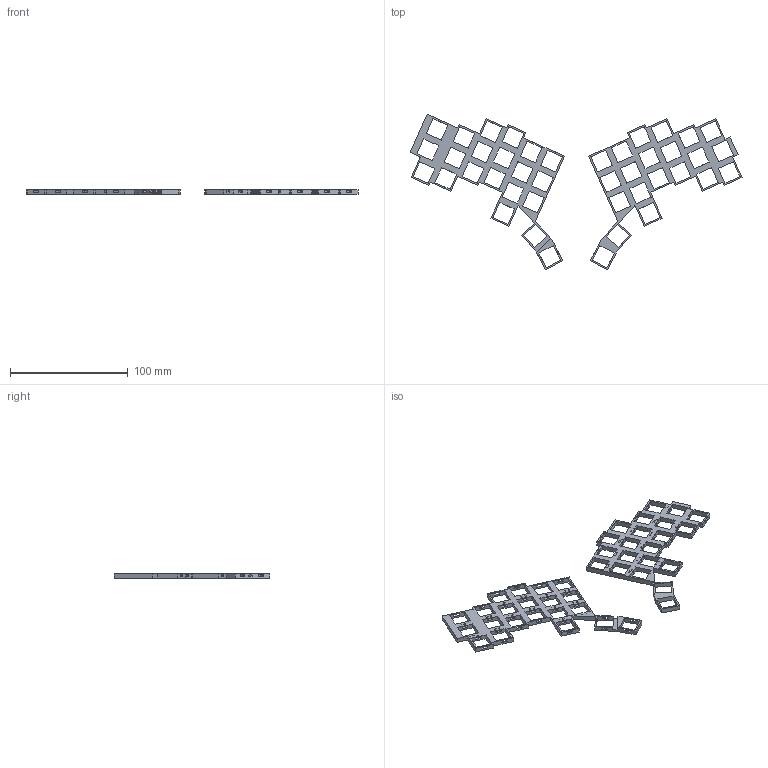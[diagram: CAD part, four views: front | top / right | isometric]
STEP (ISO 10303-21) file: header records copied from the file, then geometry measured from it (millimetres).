
FILE_DESCRIPTION(/* description */ (''),/* implementation_level */ '2;1');
FILE_NAME(/* name */ 'plates.step',/* time_stamp */ '2024-09-21T00:55:27-07:00',/* author */ (''),/* organization */ (''),/* preprocessor_version */ 'ST-DEVELOPER v20',/* originating_system */ 'Autodesk Translation Framework v13.14.0.145',/* authorisation */ '');
FILE_SCHEMA (('AUTOMOTIVE_DESIGN { 1 0 10303 214 3 1 1 }'));
Length unit declared in the file: millimetre
Products named in the file (1): hammerhead
Bounding box: 282.51 x 132.3 x 4 mm (x, y, z)
Volume: 23655.2 mm3; surface area: 27802.6 mm2
Topology: 2 solids, 2 shells, 871 faces, 2474 edges, 1648 vertices
Faces by surface type: plane 766, cylinder 105
Entity records: 28192 total; most frequent: CARTESIAN_POINT 4994, ORIENTED_EDGE 4948, DIRECTION 4406, EDGE_CURVE 2474, LINE 2286, VECTOR 2286, VERTEX_POINT 1648, EDGE_LOOP 1060
